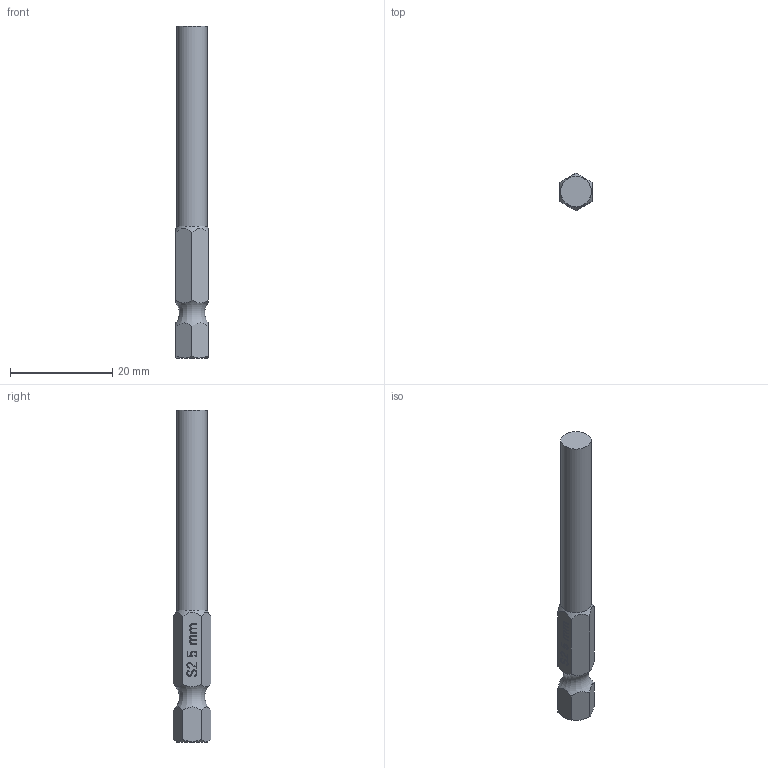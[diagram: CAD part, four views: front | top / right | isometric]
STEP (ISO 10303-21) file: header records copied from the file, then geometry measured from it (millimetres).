
FILE_DESCRIPTION(/* description */ (''),/* implementation_level */ '2;1');
FILE_NAME(/* name */ '5mm Ball End Hex Driver.step',/* time_stamp */ '2025-10-06T04:02:00-04:00',/* author */ (''),/* organization */ (''),/* preprocessor_version */ 'ST-DEVELOPER v20.1',/* originating_system */ 'Autodesk Translation Framework v14.17.0.0',/* authorisation */ '');
FILE_SCHEMA (('AUTOMOTIVE_DESIGN { 1 0 10303 214 3 1 1 }'));
Length unit declared in the file: millimetre
Products named in the file (1): 5mm Ball End Hex Driver
Bounding box: 6.35 x 7.33 x 65 mm (x, y, z)
Volume: 1947.4 mm3; surface area: 1350.4 mm2
Topology: 1 solids, 1 shells, 134 faces, 377 edges, 250 vertices
Faces by surface type: bspline 74, plane 57, cone 2, cylinder 1
Full cylindrical faces by diameter (mm): 5.969 x1
Entity records: 5281 total; most frequent: CARTESIAN_POINT 2355, ORIENTED_EDGE 754, EDGE_CURVE 377, DIRECTION 332, VERTEX_POINT 250, LINE 202, VECTOR 202, B_SPLINE_CURVE_WITH_KNOTS 158
